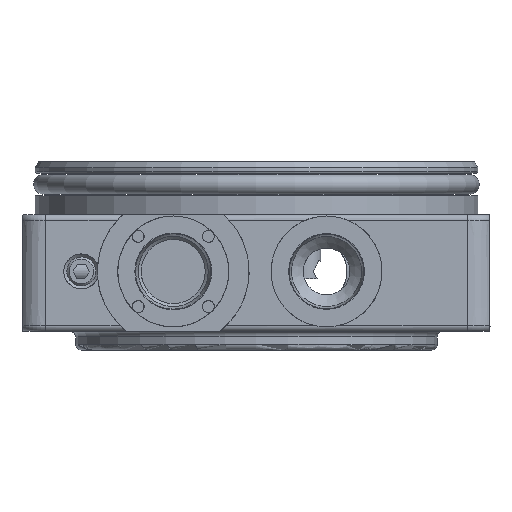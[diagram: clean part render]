
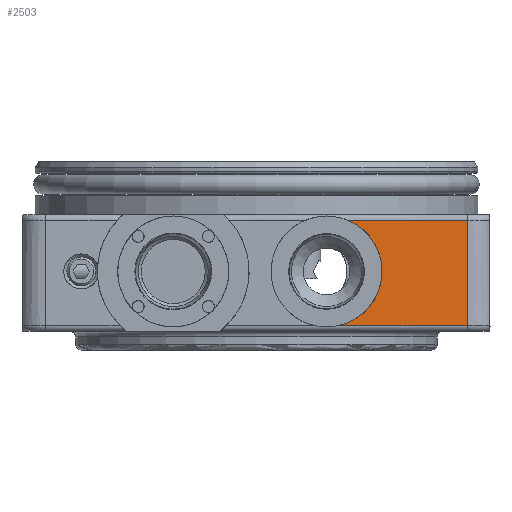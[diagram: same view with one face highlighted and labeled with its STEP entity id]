
A CAD part, left-side view. The second image highlights one B-rep face of the part: STEP entity #2503.
In plain terms, the highlighted planar face has unit normal (-1, 0, 0.018).
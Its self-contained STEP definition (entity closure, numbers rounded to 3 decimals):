
#328 = DIRECTION ( 'NONE',  ( -0.017, 0., -1. ) ) ;
#422 = CARTESIAN_POINT ( 'NONE',  ( -64.516, -57.379, 0. ) ) ;
#524 = CARTESIAN_POINT ( 'NONE',  ( -64.384, -41.46, 7.563 ) ) ;
#720 = CARTESIAN_POINT ( 'NONE',  ( -64.516, 0., 0. ) ) ;
#1155 = DIRECTION ( 'NONE',  ( 0., -1., 0. ) ) ;
#1459 = DIRECTION ( 'NONE',  ( 0., 1., 0. ) ) ;
#1748 = EDGE_LOOP ( 'NONE', ( #5008, #6677, #4305, #2499 ) ) ;
#1820 = VECTOR ( 'NONE', #1155, 1000. ) ;
#1885 = VERTEX_POINT ( 'NONE', #3443 ) ;
#1982 = CARTESIAN_POINT ( 'NONE',  ( -64.265, -24.746, 14.378 ) ) ;
#2225 = LINE ( 'NONE', #422, #8316 ) ;
#2499 = ORIENTED_EDGE ( 'NONE', *, *, #6154, .F. ) ;
#2503 = ADVANCED_FACE ( 'NONE', ( #3904 ), #5867, .T. ) ;
#2832 =( BOUNDED_CURVE ( )  B_SPLINE_CURVE ( 3, ( #3247, #524, #5716, #5111 ),
 .UNSPECIFIED., .F., .F. ) 
 B_SPLINE_CURVE_WITH_KNOTS ( ( 4, 4 ),
 ( 0.387, 2.924 ),
 .UNSPECIFIED. ) 
 CURVE ( )  GEOMETRIC_REPRESENTATION_ITEM ( )  RATIONAL_B_SPLINE_CURVE ( ( 1., 0.532, 0.532, 1. ) ) 
 REPRESENTATION_ITEM ( '' )  );
#3015 = VERTEX_POINT ( 'NONE', #6338 ) ;
#3050 = CARTESIAN_POINT ( 'NONE',  ( -64.766, -22.312, -14.324 ) ) ;
#3072 = VERTEX_POINT ( 'NONE', #1982 ) ;
#3247 = CARTESIAN_POINT ( 'NONE',  ( -64.265, -24.746, 14.378 ) ) ;
#3443 = CARTESIAN_POINT ( 'NONE',  ( -64.766, -57.379, -14.324 ) ) ;
#3716 = EDGE_CURVE ( 'NONE', #6511, #1885, #6501, .T. ) ;
#3817 = VECTOR ( 'NONE', #1459, 1000. ) ;
#3904 = FACE_OUTER_BOUND ( 'NONE', #1748, .T. ) ;
#3982 = DIRECTION ( 'NONE',  ( -1., 0., 0.017 ) ) ;
#4305 = ORIENTED_EDGE ( 'NONE', *, *, #3716, .T. ) ;
#4630 = CARTESIAN_POINT ( 'NONE',  ( -64.265, 0., 14.378 ) ) ;
#5008 = ORIENTED_EDGE ( 'NONE', *, *, #7826, .T. ) ;
#5111 = CARTESIAN_POINT ( 'NONE',  ( -64.766, -22.312, -14.324 ) ) ;
#5177 = DIRECTION ( 'NONE',  ( 0.017, 0., 1. ) ) ;
#5390 = LINE ( 'NONE', #4630, #3817 ) ;
#5716 = CARTESIAN_POINT ( 'NONE',  ( -64.698, -39.935, -10.422 ) ) ;
#5858 = EDGE_CURVE ( 'NONE', #3072, #6511, #2832, .T. ) ;
#5867 = PLANE ( 'NONE',  #6322 ) ;
#6154 = EDGE_CURVE ( 'NONE', #3015, #1885, #2225, .T. ) ;
#6322 = AXIS2_PLACEMENT_3D ( 'NONE', #720, #3982, #5177 ) ;
#6338 = CARTESIAN_POINT ( 'NONE',  ( -64.265, -57.379, 14.378 ) ) ;
#6501 = LINE ( 'NONE', #7043, #1820 ) ;
#6511 = VERTEX_POINT ( 'NONE', #3050 ) ;
#6677 = ORIENTED_EDGE ( 'NONE', *, *, #5858, .T. ) ;
#7043 = CARTESIAN_POINT ( 'NONE',  ( -64.766, -57.379, -14.324 ) ) ;
#7826 = EDGE_CURVE ( 'NONE', #3015, #3072, #5390, .T. ) ;
#8316 = VECTOR ( 'NONE', #328, 1000. ) ;
